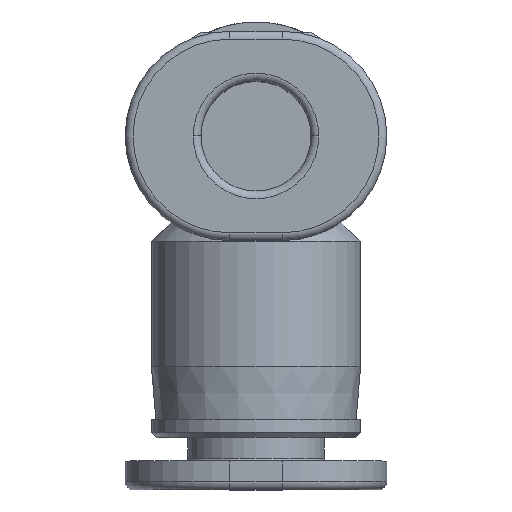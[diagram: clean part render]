
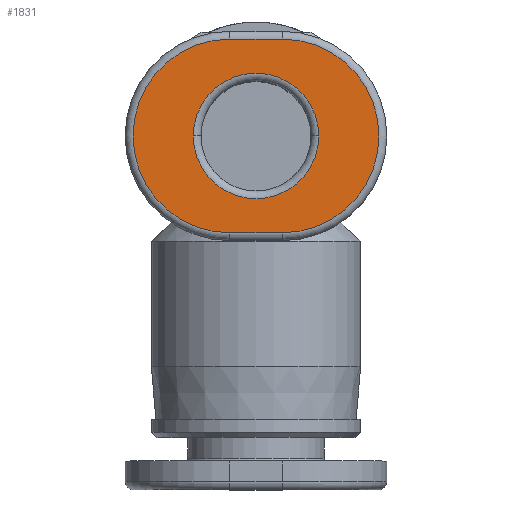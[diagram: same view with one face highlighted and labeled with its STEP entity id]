
A CAD part, top view. The second image highlights one B-rep face of the part: STEP entity #1831.
In plain terms, the highlighted planar face has unit normal (0, 0, 1).
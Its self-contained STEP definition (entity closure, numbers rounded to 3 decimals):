
#1200=CARTESIAN_POINT('',(2.4,4.55,14.95));
#1201=VERTEX_POINT('',#1200);
#1209=CARTESIAN_POINT('',(-2.4,4.55,14.95));
#1210=VERTEX_POINT('',#1209);
#1211=CARTESIAN_POINT('',(0.0,4.55,14.95));
#1212=DIRECTION('',(0.0,0.0,1.0));
#1213=DIRECTION('',(1.0,0.0,0.0));
#1214=AXIS2_PLACEMENT_3D('',#1211,#1212,#1213);
#1215=CIRCLE('',#1214,2.4);
#1216=EDGE_CURVE('',#1201,#1210,#1215,.T.);
#1644=CARTESIAN_POINT('',(-1.0,0.85,14.95));
#1645=VERTEX_POINT('',#1644);
#1646=CARTESIAN_POINT('',(-1.,8.25,14.95));
#1647=VERTEX_POINT('',#1646);
#1648=CARTESIAN_POINT('',(-1.0,4.55,14.95));
#1649=DIRECTION('',(0.0,0.0,-1.0));
#1650=DIRECTION('',(-1.0,0.0,0.0));
#1651=AXIS2_PLACEMENT_3D('',#1648,#1649,#1650);
#1652=CIRCLE('',#1651,3.7);
#1653=EDGE_CURVE('',#1645,#1647,#1652,.T.);
#1688=CARTESIAN_POINT('',(1.,8.25,14.95));
#1689=VERTEX_POINT('',#1688);
#1690=CARTESIAN_POINT('',(-1.,8.25,14.95));
#1691=DIRECTION('',(1.0,0.0,0.0));
#1692=VECTOR('',#1691,2.);
#1693=LINE('',#1690,#1692);
#1694=EDGE_CURVE('',#1647,#1689,#1693,.T.);
#1728=CARTESIAN_POINT('',(1.0,0.85,14.95));
#1729=VERTEX_POINT('',#1728);
#1737=CARTESIAN_POINT('',(1.0,0.85,14.95));
#1738=DIRECTION('',(-1.0,0.0,0.0));
#1739=VECTOR('',#1738,2.0);
#1740=LINE('',#1737,#1739);
#1741=EDGE_CURVE('',#1729,#1645,#1740,.T.);
#1752=CARTESIAN_POINT('',(1.0,4.55,14.95));
#1753=DIRECTION('',(0.,0.,-1.0));
#1754=DIRECTION('',(1.0,0.,0.));
#1755=AXIS2_PLACEMENT_3D('',#1752,#1753,#1754);
#1756=CIRCLE('',#1755,3.7);
#1757=EDGE_CURVE('',#1689,#1729,#1756,.T.);
#1810=CARTESIAN_POINT('',(0.,4.55,14.95));
#1811=DIRECTION('',(0.0,0.0,-1.0));
#1812=DIRECTION('',(1.0,0.0,0.0));
#1813=AXIS2_PLACEMENT_3D('',#1810,#1811,#1812);
#1814=PLANE('',#1813);
#1815=ORIENTED_EDGE('',*,*,#1653,.F.);
#1816=ORIENTED_EDGE('',*,*,#1741,.F.);
#1817=ORIENTED_EDGE('',*,*,#1757,.F.);
#1818=ORIENTED_EDGE('',*,*,#1694,.F.);
#1819=EDGE_LOOP('',(#1815,#1816,#1817,#1818));
#1820=FACE_OUTER_BOUND('',#1819,.T.);
#1821=CARTESIAN_POINT('',(0.0,4.55,14.95));
#1822=DIRECTION('',(0.0,0.0,1.0));
#1823=DIRECTION('',(1.0,0.0,0.0));
#1824=AXIS2_PLACEMENT_3D('',#1821,#1822,#1823);
#1825=CIRCLE('',#1824,2.4);
#1826=EDGE_CURVE('',#1210,#1201,#1825,.T.);
#1827=ORIENTED_EDGE('',*,*,#1826,.F.);
#1828=ORIENTED_EDGE('',*,*,#1216,.F.);
#1829=EDGE_LOOP('',(#1827,#1828));
#1830=FACE_BOUND('',#1829,.T.);
#1831=ADVANCED_FACE('',(#1820,#1830),#1814,.F.);
